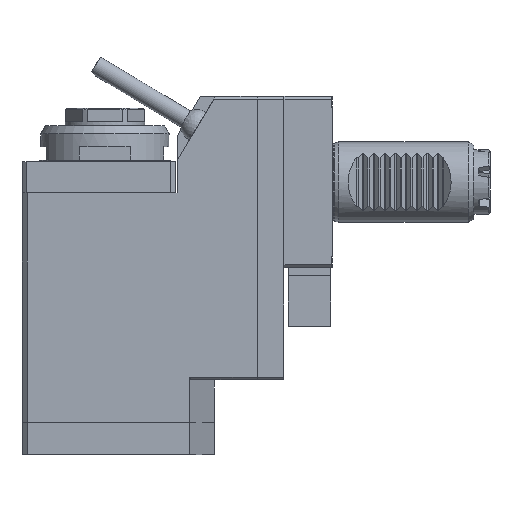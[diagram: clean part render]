
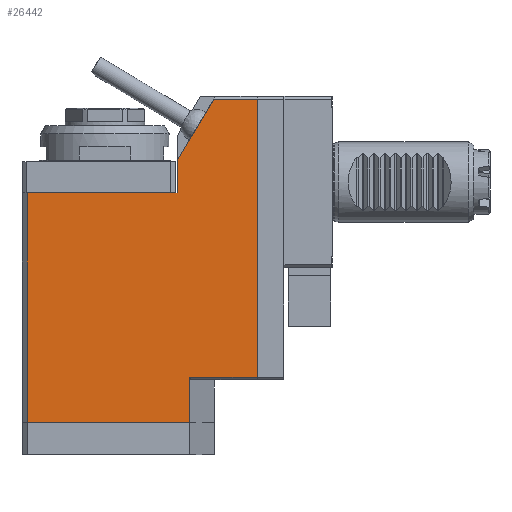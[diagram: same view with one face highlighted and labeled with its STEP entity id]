
A CAD part, left-side view. The second image highlights one B-rep face of the part: STEP entity #26442.
In plain terms, the highlighted planar face has unit normal (-1, 0, 0).
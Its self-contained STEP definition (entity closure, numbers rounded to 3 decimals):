
#576 = DIRECTION ( 'NONE',  ( 0., 0., -1. ) ) ;
#2142 = VECTOR ( 'NONE', #8705, 1000. ) ;
#2370 = ORIENTED_EDGE ( 'NONE', *, *, #14490, .T. ) ;
#2761 = VERTEX_POINT ( 'NONE', #32225 ) ;
#2762 = LINE ( 'NONE', #10051, #8016 ) ;
#3269 = LINE ( 'NONE', #23252, #32570 ) ;
#3361 = DIRECTION ( 'NONE',  ( 0., 0., 1. ) ) ;
#3840 = LINE ( 'NONE', #21317, #11026 ) ;
#3979 = VECTOR ( 'NONE', #12445, 1000. ) ;
#4251 = EDGE_CURVE ( 'NONE', #14759, #12561, #3840, .T. ) ;
#4986 = EDGE_CURVE ( 'NONE', #14759, #29845, #25212, .T. ) ;
#5022 = ORIENTED_EDGE ( 'NONE', *, *, #29481, .F. ) ;
#5685 = DIRECTION ( 'NONE',  ( 1., 0., 0. ) ) ;
#6504 = DIRECTION ( 'NONE',  ( 0., 1., 0. ) ) ;
#7339 = CARTESIAN_POINT ( 'NONE',  ( -32., 31., -4. ) ) ;
#7391 = CARTESIAN_POINT ( 'NONE',  ( -32., -27., 8. ) ) ;
#7665 = EDGE_CURVE ( 'NONE', #2761, #27009, #3269, .T. ) ;
#8016 = VECTOR ( 'NONE', #12836, 1000. ) ;
#8108 = VECTOR ( 'NONE', #29393, 1000. ) ;
#8268 = VERTEX_POINT ( 'NONE', #26350 ) ;
#8543 = LINE ( 'NONE', #21723, #2142 ) ;
#8705 = DIRECTION ( 'NONE',  ( 0., 1., 0. ) ) ;
#9018 = CARTESIAN_POINT ( 'NONE',  ( -32., -40.82, 31. ) ) ;
#9039 = EDGE_CURVE ( 'NONE', #12934, #27009, #14214, .T. ) ;
#9142 = DIRECTION ( 'NONE',  ( 0., -1., 0. ) ) ;
#9420 = ORIENTED_EDGE ( 'NONE', *, *, #19974, .F. ) ;
#9648 = CARTESIAN_POINT ( 'NONE',  ( -32., -27., -4. ) ) ;
#9968 = CARTESIAN_POINT ( 'NONE',  ( -32., -31.674, -73. ) ) ;
#10051 = CARTESIAN_POINT ( 'NONE',  ( -32., -27., 8. ) ) ;
#10185 = DIRECTION ( 'NONE',  ( 0., -1., 0. ) ) ;
#11026 = VECTOR ( 'NONE', #16394, 1000. ) ;
#11105 = CARTESIAN_POINT ( 'NONE',  ( -32., -31.674, 0. ) ) ;
#12184 = VERTEX_POINT ( 'NONE', #20481 ) ;
#12445 = DIRECTION ( 'NONE',  ( 0., 0., 1. ) ) ;
#12561 = VERTEX_POINT ( 'NONE', #28279 ) ;
#12836 = DIRECTION ( 'NONE',  ( 0., 0.515, -0.857 ) ) ;
#12934 = VERTEX_POINT ( 'NONE', #9968 ) ;
#13007 = ORIENTED_EDGE ( 'NONE', *, *, #9039, .T. ) ;
#13352 = DIRECTION ( 'NONE',  ( 0., 0., -1. ) ) ;
#14214 = LINE ( 'NONE', #16661, #8108 ) ;
#14490 = EDGE_CURVE ( 'NONE', #12184, #12934, #23690, .T. ) ;
#14599 = LINE ( 'NONE', #7339, #16761 ) ;
#14759 = VERTEX_POINT ( 'NONE', #32023 ) ;
#15322 = VECTOR ( 'NONE', #10185, 1000. ) ;
#16080 = LINE ( 'NONE', #26623, #16445 ) ;
#16394 = DIRECTION ( 'NONE',  ( 0., 0., -1. ) ) ;
#16445 = VECTOR ( 'NONE', #6504, 1000. ) ;
#16446 = VECTOR ( 'NONE', #3361, 1000. ) ;
#16661 = CARTESIAN_POINT ( 'NONE',  ( -32., 0., -73. ) ) ;
#16761 = VECTOR ( 'NONE', #9142, 1000. ) ;
#17124 = EDGE_CURVE ( 'NONE', #2761, #17136, #8543, .T. ) ;
#17136 = VERTEX_POINT ( 'NONE', #9018 ) ;
#17721 = PLANE ( 'NONE',  #28955 ) ;
#17929 = CARTESIAN_POINT ( 'NONE',  ( -32., 31., -4. ) ) ;
#18115 = EDGE_CURVE ( 'NONE', #17136, #26049, #2762, .T. ) ;
#19974 = EDGE_CURVE ( 'NONE', #29845, #8268, #14599, .T. ) ;
#20129 = ORIENTED_EDGE ( 'NONE', *, *, #7665, .F. ) ;
#20481 = CARTESIAN_POINT ( 'NONE',  ( -32., -31.674, -90. ) ) ;
#20534 = FACE_OUTER_BOUND ( 'NONE', #22830, .T. ) ;
#21317 = CARTESIAN_POINT ( 'NONE',  ( -32., 29., 0. ) ) ;
#21723 = CARTESIAN_POINT ( 'NONE',  ( -32., 0., 31. ) ) ;
#22830 = EDGE_LOOP ( 'NONE', ( #26248, #27161, #5022, #2370, #13007, #20129, #28566, #24446, #24651, #9420 ) ) ;
#23252 = CARTESIAN_POINT ( 'NONE',  ( -32., -57., 32. ) ) ;
#23690 = LINE ( 'NONE', #11105, #16446 ) ;
#24446 = ORIENTED_EDGE ( 'NONE', *, *, #18115, .T. ) ;
#24651 = ORIENTED_EDGE ( 'NONE', *, *, #29309, .F. ) ;
#25212 = LINE ( 'NONE', #17929, #15322 ) ;
#26049 = VERTEX_POINT ( 'NONE', #7391 ) ;
#26248 = ORIENTED_EDGE ( 'NONE', *, *, #4986, .F. ) ;
#26350 = CARTESIAN_POINT ( 'NONE',  ( -32., -27., -4. ) ) ;
#26442 = ADVANCED_FACE ( 'Defeature completata1_4', ( #20534 ), #17721, .F. ) ;
#26623 = CARTESIAN_POINT ( 'NONE',  ( -32., -41., -90. ) ) ;
#27009 = VERTEX_POINT ( 'NONE', #30632 ) ;
#27161 = ORIENTED_EDGE ( 'NONE', *, *, #4251, .T. ) ;
#28279 = CARTESIAN_POINT ( 'NONE',  ( -32., 29., -90. ) ) ;
#28566 = ORIENTED_EDGE ( 'NONE', *, *, #17124, .T. ) ;
#28955 = AXIS2_PLACEMENT_3D ( 'NONE', #30270, #5685, #576 ) ;
#29309 = EDGE_CURVE ( 'NONE', #8268, #26049, #32247, .T. ) ;
#29393 = DIRECTION ( 'NONE',  ( 0., -1., 0. ) ) ;
#29481 = EDGE_CURVE ( 'NONE', #12184, #12561, #16080, .T. ) ;
#29845 = VERTEX_POINT ( 'NONE', #30640 ) ;
#30270 = CARTESIAN_POINT ( 'NONE',  ( -32., 0., 0. ) ) ;
#30632 = CARTESIAN_POINT ( 'NONE',  ( -32., -57., -73. ) ) ;
#30640 = CARTESIAN_POINT ( 'NONE',  ( -32., -24.5, -4. ) ) ;
#32023 = CARTESIAN_POINT ( 'NONE',  ( -32., 29., -4. ) ) ;
#32225 = CARTESIAN_POINT ( 'NONE',  ( -32., -57., 31. ) ) ;
#32247 = LINE ( 'NONE', #9648, #3979 ) ;
#32570 = VECTOR ( 'NONE', #13352, 1000. ) ;
